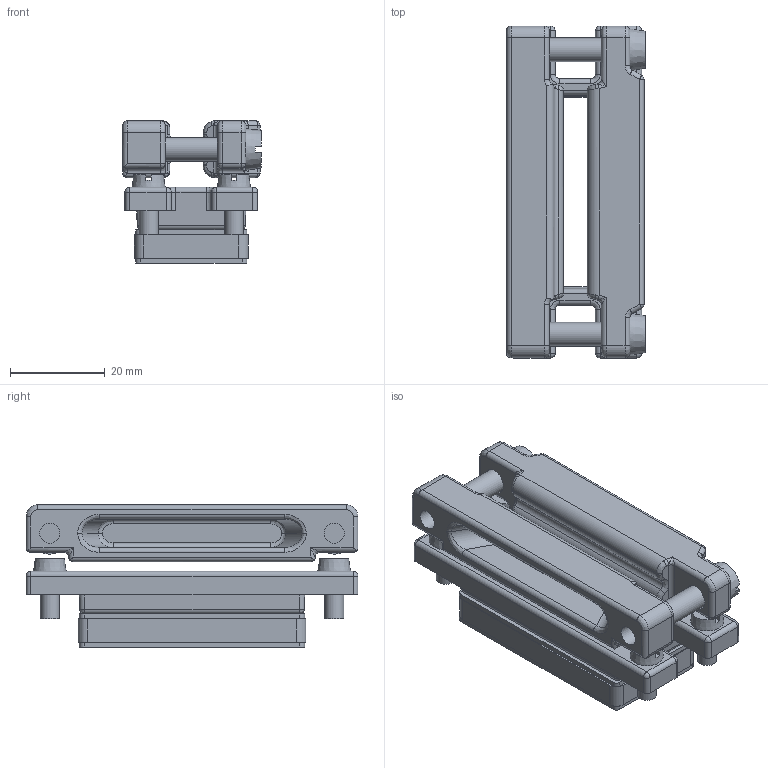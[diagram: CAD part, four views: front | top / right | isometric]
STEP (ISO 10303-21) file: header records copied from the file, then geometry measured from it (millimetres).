
FILE_DESCRIPTION(/* description */ (''),/* implementation_level */ '2;1');
FILE_NAME(/* name */ '100567441ugm000_a.stp',/* time_stamp */ '2014-02-07T12:54:16+01:00',/* author */ (''),/* organization */ (''),/* preprocessor_version */ 'ST-DEVELOPER v15',/* originating_system */ 'SIEMENS PLM Software NX 8.5',/* authorisation */ '');
FILE_SCHEMA (('AUTOMOTIVE_DESIGN { 1 0 10303 214 3 1 1 1 }'));
Length unit declared in the file: millimetre
Products named in the file (1): 100567441ugm000_a
Bounding box: 29.31 x 70 x 30 mm (x, y, z)
Volume: 26716.9 mm3; surface area: 21517.9 mm2
Topology: 12 solids, 12 shells, 548 faces, 1403 edges, 953 vertices
Faces by surface type: plane 226, cylinder 186, bspline 122, cone 12, extrusion 2
Full cylindrical faces by diameter (mm): 0.33 x1, 0.39 x1, 4 x4, 4.2 x2, 5 x2, 5.5 x2
Entity records: 21616 total; most frequent: CARTESIAN_POINT 7225, ORIENTED_EDGE 2508, DIRECTION 2400, EDGE_CURVE 1254, AXIS2_PLACEMENT_3D 839, VERTEX_POINT 780, VECTOR 722, LINE 720
